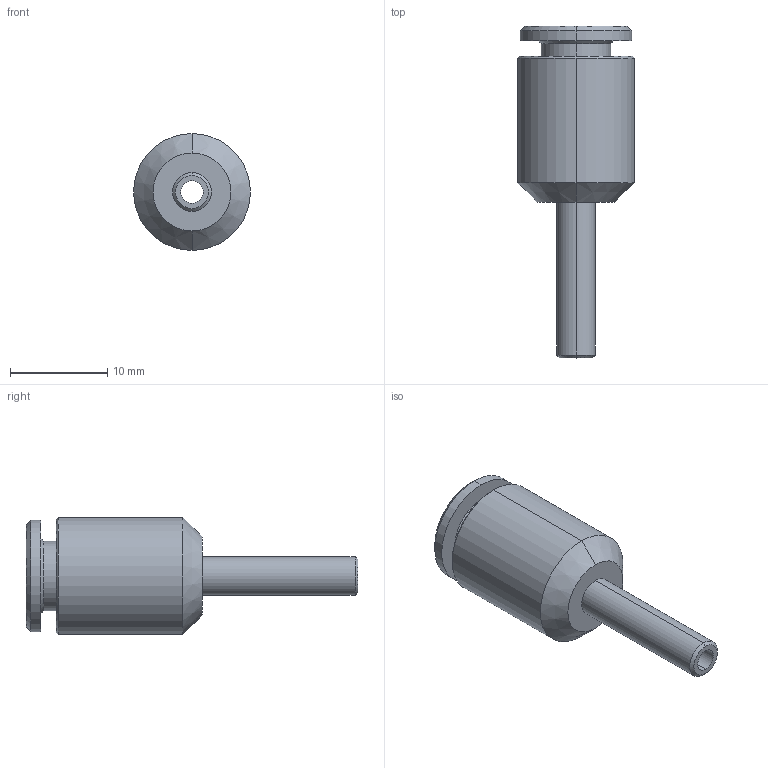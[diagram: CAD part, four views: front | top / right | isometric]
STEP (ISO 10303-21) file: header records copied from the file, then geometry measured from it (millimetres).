
FILE_DESCRIPTION (( 'STEP AP203' ), '1' );
FILE_NAME ('B0173010.STEP', '2011-04-18T06:45:32', ( '' ), ( 'sopra-pneumatic' ), 'SwSTEP 2.0', 'SolidWorks 2009', '' );
FILE_SCHEMA (( 'CONFIG_CONTROL_DESIGN' ));
Length unit declared in the file: millimetre
Products named in the file (1): B0173010
Bounding box: 12 x 34.1 x 12 mm (x, y, z)
Volume: 1484.3 mm3; surface area: 1570.2 mm2
Topology: 1 solids, 1 shells, 30 faces, 62 edges, 38 vertices
Faces by surface type: cone 12, cylinder 12, plane 6
Entity records: 885 total; most frequent: DIRECTION 162, CARTESIAN_POINT 131, ORIENTED_EDGE 124, AXIS2_PLACEMENT_3D 69, EDGE_CURVE 62, VERTEX_POINT 38, CIRCLE 38, EDGE_LOOP 36
